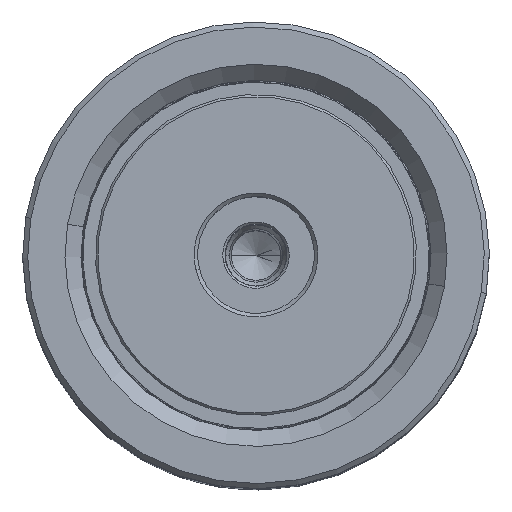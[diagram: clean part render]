
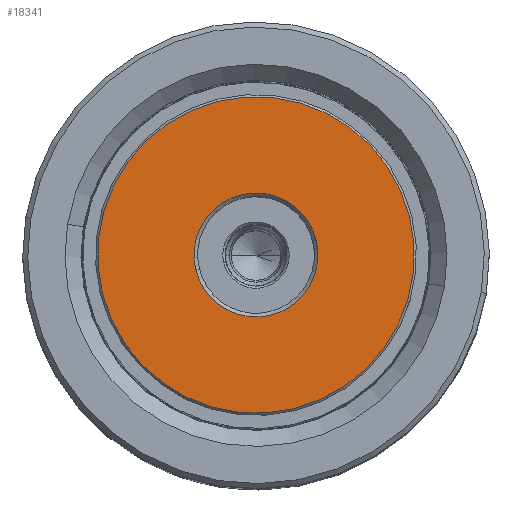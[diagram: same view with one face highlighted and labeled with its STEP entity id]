
A CAD part, top view. The second image highlights one B-rep face of the part: STEP entity #18341.
In plain terms, the highlighted face is planar.
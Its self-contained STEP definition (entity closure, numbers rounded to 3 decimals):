
#2867 = DIRECTION ( 'NONE',  ( 1., 0., 0. ) ) ;
#6895 = VERTEX_POINT ( 'NONE', #26833 ) ;
#9638 = CARTESIAN_POINT ( 'NONE',  ( 0., 0., 0. ) ) ;
#11876 = EDGE_LOOP ( 'NONE', ( #29766, #15153 ) ) ;
#14464 = DIRECTION ( 'NONE',  ( 1., 0., 0. ) ) ;
#15153 = ORIENTED_EDGE ( 'NONE', *, *, #31374, .T. ) ;
#16988 = CIRCLE ( 'NONE', #53792, 21.7 ) ;
#17637 = EDGE_LOOP ( 'NONE', ( #29748, #29249 ) ) ;
#17865 = VERTEX_POINT ( 'NONE', #59693 ) ;
#18341 = ADVANCED_FACE ( 'NONE', ( #54118, #34712 ), #21661, .F. ) ;
#21661 = PLANE ( 'NONE',  #43633 ) ;
#21678 = CARTESIAN_POINT ( 'NONE',  ( -8.5, 0., 0. ) ) ;
#23051 = CIRCLE ( 'NONE', #26951, 8.5 ) ;
#24005 = EDGE_CURVE ( 'NONE', #17865, #6895, #37508, .T. ) ;
#26833 = CARTESIAN_POINT ( 'NONE',  ( -21.7, 0., 0. ) ) ;
#26951 = AXIS2_PLACEMENT_3D ( 'NONE', #49886, #31658, #27137 ) ;
#27137 = DIRECTION ( 'NONE',  ( 1., 0., 0. ) ) ;
#28129 = DIRECTION ( 'NONE',  ( 0., 0., 1. ) ) ;
#29249 = ORIENTED_EDGE ( 'NONE', *, *, #49987, .T. ) ;
#29704 = DIRECTION ( 'NONE',  ( 0., 0., -1. ) ) ;
#29748 = ORIENTED_EDGE ( 'NONE', *, *, #40898, .T. ) ;
#29766 = ORIENTED_EDGE ( 'NONE', *, *, #24005, .T. ) ;
#30727 = AXIS2_PLACEMENT_3D ( 'NONE', #9638, #28129, #14464 ) ;
#30742 = DIRECTION ( 'NONE',  ( 0., 0., 1. ) ) ;
#31374 = EDGE_CURVE ( 'NONE', #6895, #17865, #16988, .T. ) ;
#31658 = DIRECTION ( 'NONE',  ( 0., 0., 1. ) ) ;
#34268 = DIRECTION ( 'NONE',  ( 1., 0., 0. ) ) ;
#34712 = FACE_BOUND ( 'NONE', #17637, .T. ) ;
#36973 = CARTESIAN_POINT ( 'NONE',  ( 0., 0., 0. ) ) ;
#37396 = VERTEX_POINT ( 'NONE', #55618 ) ;
#37508 = CIRCLE ( 'NONE', #58827, 21.7 ) ;
#40898 = EDGE_CURVE ( 'NONE', #55832, #37396, #23051, .T. ) ;
#43362 = CARTESIAN_POINT ( 'NONE',  ( 0., 0., 0. ) ) ;
#43633 = AXIS2_PLACEMENT_3D ( 'NONE', #53227, #30742, #2867 ) ;
#49886 = CARTESIAN_POINT ( 'NONE',  ( 0., 0., 0. ) ) ;
#49987 = EDGE_CURVE ( 'NONE', #37396, #55832, #53007, .T. ) ;
#53007 = CIRCLE ( 'NONE', #30727, 8.5 ) ;
#53227 = CARTESIAN_POINT ( 'NONE',  ( 0., 0., 0. ) ) ;
#53792 = AXIS2_PLACEMENT_3D ( 'NONE', #36973, #59141, #55486 ) ;
#54118 = FACE_OUTER_BOUND ( 'NONE', #11876, .T. ) ;
#55486 = DIRECTION ( 'NONE',  ( 1., 0., 0. ) ) ;
#55618 = CARTESIAN_POINT ( 'NONE',  ( 8.5, 0., 0. ) ) ;
#55832 = VERTEX_POINT ( 'NONE', #21678 ) ;
#58827 = AXIS2_PLACEMENT_3D ( 'NONE', #43362, #29704, #34268 ) ;
#59141 = DIRECTION ( 'NONE',  ( 0., 0., -1. ) ) ;
#59693 = CARTESIAN_POINT ( 'NONE',  ( 21.7, 0., 0. ) ) ;
